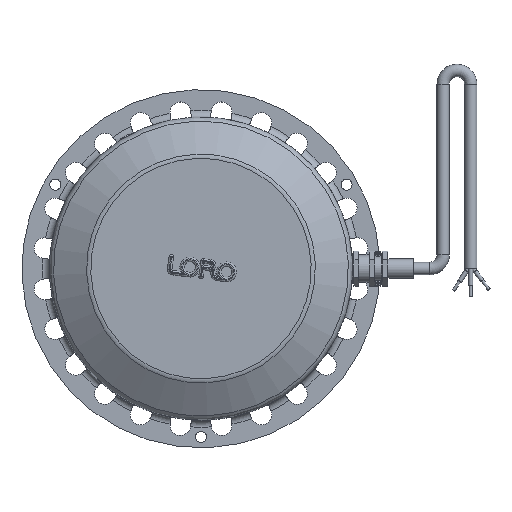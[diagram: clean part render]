
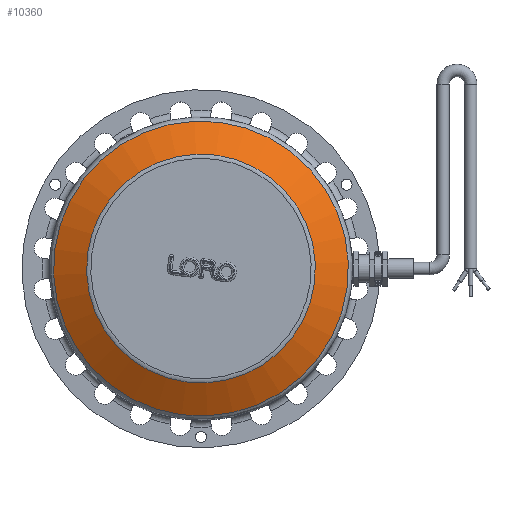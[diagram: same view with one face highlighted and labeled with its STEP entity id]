
A CAD part, top view. The second image highlights one B-rep face of the part: STEP entity #10360.
In plain terms, the highlighted conical face has half-angle 59.744 degrees and reference radius 950.348 mm.
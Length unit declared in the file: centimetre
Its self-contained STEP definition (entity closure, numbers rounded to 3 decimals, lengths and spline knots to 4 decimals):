
#466=CONICAL_SURFACE('',#11324,95.0348,1.043);
#1386=CIRCLE('',#11322,107.0232);
#1387=CIRCLE('',#11323,107.0232);
#1388=CIRCLE('',#11325,83.0464);
#1389=CIRCLE('',#11326,83.0464);
#1967=FACE_OUTER_BOUND('',#2592,.T.);
#2592=EDGE_LOOP('',(#9034,#9035,#9036,#9037,#9038,#9039));
#3199=LINE('',#30394,#3787);
#3787=VECTOR('',#13673,95.0348);
#4775=VERTEX_POINT('',#30387);
#4776=VERTEX_POINT('',#30389);
#4777=VERTEX_POINT('',#30393);
#4778=VERTEX_POINT('',#30395);
#6233=EDGE_CURVE('',#4775,#4776,#1386,.T.);
#6234=EDGE_CURVE('',#4776,#4775,#1387,.T.);
#6235=EDGE_CURVE('',#4776,#4777,#3199,.T.);
#6236=EDGE_CURVE('',#4777,#4778,#1388,.T.);
#6237=EDGE_CURVE('',#4778,#4777,#1389,.T.);
#9034=ORIENTED_EDGE('',*,*,#6233,.F.);
#9035=ORIENTED_EDGE('',*,*,#6234,.F.);
#9036=ORIENTED_EDGE('',*,*,#6235,.T.);
#9037=ORIENTED_EDGE('',*,*,#6236,.T.);
#9038=ORIENTED_EDGE('',*,*,#6237,.T.);
#9039=ORIENTED_EDGE('',*,*,#6235,.F.);
#10360=ADVANCED_FACE('',(#1967),#466,.T.);
#11322=AXIS2_PLACEMENT_3D('',#30390,#13667,#13668);
#11323=AXIS2_PLACEMENT_3D('',#30391,#13669,#13670);
#11324=AXIS2_PLACEMENT_3D('',#30392,#13671,#13672);
#11325=AXIS2_PLACEMENT_3D('',#30396,#13674,#13675);
#11326=AXIS2_PLACEMENT_3D('',#30397,#13676,#13677);
#13667=DIRECTION('center_axis',(0.,0.,
-1.));
#13668=DIRECTION('ref_axis',(-0.609,-0.793,0.));
#13669=DIRECTION('center_axis',(0.,0.,
-1.));
#13670=DIRECTION('ref_axis',(-0.609,-0.793,0.));
#13671=DIRECTION('center_axis',(0.,0.,
-1.));
#13672=DIRECTION('ref_axis',(0.609,0.793,0.));
#13673=DIRECTION('',(0.526,0.685,0.504));
#13674=DIRECTION('center_axis',(0.,0.,
-1.));
#13675=DIRECTION('ref_axis',(-0.609,-0.793,0.));
#13676=DIRECTION('center_axis',(0.,0.,
-1.));
#13677=DIRECTION('ref_axis',(-0.609,-0.793,0.));
#30387=CARTESIAN_POINT('',(-632.0111,244.8308,75.1826));
#30389=CARTESIAN_POINT('',(-612.2555,94.772,75.1826));
#30390=CARTESIAN_POINT('Origin',(-547.1039,179.6792,75.1826));
#30391=CARTESIAN_POINT('Origin',(-547.1039,179.6792,75.1826));
#30392=CARTESIAN_POINT('Origin',(-547.1039,179.6792,82.1759));
#30393=CARTESIAN_POINT('',(-597.6593,113.7941,89.1691));
#30394=CARTESIAN_POINT('',(-604.9574,104.283,82.1759));
#30395=CARTESIAN_POINT('',(-612.989,230.2346,89.1691));
#30396=CARTESIAN_POINT('Origin',(-547.1039,179.6792,89.1691));
#30397=CARTESIAN_POINT('Origin',(-547.1039,179.6792,89.1691));
